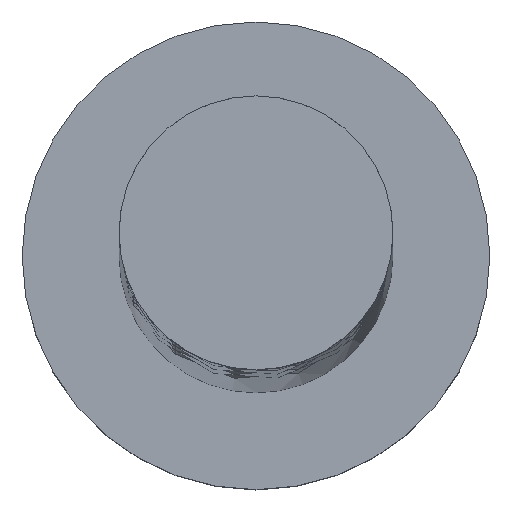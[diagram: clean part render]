
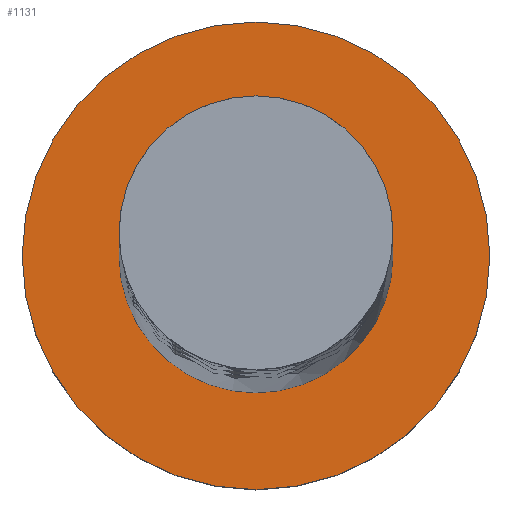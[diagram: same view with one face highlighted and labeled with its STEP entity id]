
A CAD part, top view. The second image highlights one B-rep face of the part: STEP entity #1131.
In plain terms, the highlighted planar face has unit normal (0, 0, 1).
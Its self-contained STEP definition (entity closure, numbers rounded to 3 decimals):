
#7 = CARTESIAN_POINT ( 'NONE',  ( -4.1, 0., 5. ) ) ;
#12 = CIRCLE ( 'NONE', #1450, 4.1 ) ;
#84 = VERTEX_POINT ( 'NONE', #7 ) ;
#117 = EDGE_LOOP ( 'NONE', ( #1206, #1530 ) ) ;
#240 = DIRECTION ( 'NONE',  ( 1., 0., 0. ) ) ;
#279 = EDGE_LOOP ( 'NONE', ( #433, #1542 ) ) ;
#282 = EDGE_CURVE ( 'NONE', #1014, #84, #12, .T. ) ;
#329 = AXIS2_PLACEMENT_3D ( 'NONE', #1243, #458, #1852 ) ;
#433 = ORIENTED_EDGE ( 'NONE', *, *, #1860, .T. ) ;
#458 = DIRECTION ( 'NONE',  ( 0., 0., 1. ) ) ;
#524 = AXIS2_PLACEMENT_3D ( 'NONE', #540, #711, #240 ) ;
#540 = CARTESIAN_POINT ( 'NONE',  ( 0., 0., 5. ) ) ;
#567 = DIRECTION ( 'NONE',  ( 1., 0., 0. ) ) ;
#578 = CARTESIAN_POINT ( 'NONE',  ( 0., 0., 5. ) ) ;
#606 = FACE_OUTER_BOUND ( 'NONE', #279, .T. ) ;
#612 = EDGE_CURVE ( 'NONE', #84, #1014, #1866, .T. ) ;
#711 = DIRECTION ( 'NONE',  ( 0., 0., 1. ) ) ;
#756 = EDGE_CURVE ( 'NONE', #1361, #1954, #1706, .T. ) ;
#889 = CIRCLE ( 'NONE', #923, 7. ) ;
#923 = AXIS2_PLACEMENT_3D ( 'NONE', #1689, #1977, #1851 ) ;
#956 = CARTESIAN_POINT ( 'NONE',  ( 4.1, 0., 5. ) ) ;
#1014 = VERTEX_POINT ( 'NONE', #956 ) ;
#1131 = ADVANCED_FACE ( 'NONE', ( #1431, #606 ), #1871, .T. ) ;
#1206 = ORIENTED_EDGE ( 'NONE', *, *, #612, .F. ) ;
#1216 = AXIS2_PLACEMENT_3D ( 'NONE', #1339, #1531, #567 ) ;
#1218 = DIRECTION ( 'NONE',  ( 1., 0., 0. ) ) ;
#1243 = CARTESIAN_POINT ( 'NONE',  ( 0., 0., 5. ) ) ;
#1339 = CARTESIAN_POINT ( 'NONE',  ( 0., 0., 5. ) ) ;
#1361 = VERTEX_POINT ( 'NONE', #1832 ) ;
#1431 = FACE_BOUND ( 'NONE', #117, .T. ) ;
#1450 = AXIS2_PLACEMENT_3D ( 'NONE', #578, #1983, #1218 ) ;
#1530 = ORIENTED_EDGE ( 'NONE', *, *, #282, .F. ) ;
#1531 = DIRECTION ( 'NONE',  ( 0., 0., 1. ) ) ;
#1542 = ORIENTED_EDGE ( 'NONE', *, *, #756, .T. ) ;
#1689 = CARTESIAN_POINT ( 'NONE',  ( 0., 0., 5. ) ) ;
#1706 = CIRCLE ( 'NONE', #1216, 7. ) ;
#1832 = CARTESIAN_POINT ( 'NONE',  ( 7., 0., 5. ) ) ;
#1851 = DIRECTION ( 'NONE',  ( 1., 0., 0. ) ) ;
#1852 = DIRECTION ( 'NONE',  ( 1., 0., 0. ) ) ;
#1860 = EDGE_CURVE ( 'NONE', #1954, #1361, #889, .T. ) ;
#1866 = CIRCLE ( 'NONE', #524, 4.1 ) ;
#1871 = PLANE ( 'NONE',  #329 ) ;
#1954 = VERTEX_POINT ( 'NONE', #1986 ) ;
#1977 = DIRECTION ( 'NONE',  ( 0., 0., 1. ) ) ;
#1983 = DIRECTION ( 'NONE',  ( 0., 0., 1. ) ) ;
#1986 = CARTESIAN_POINT ( 'NONE',  ( -7., 0., 5. ) ) ;
